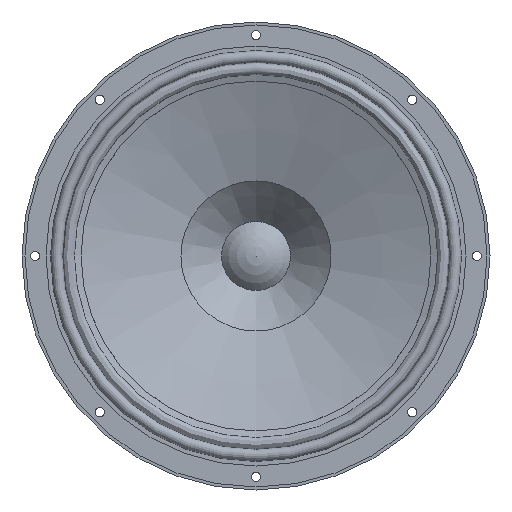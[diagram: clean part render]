
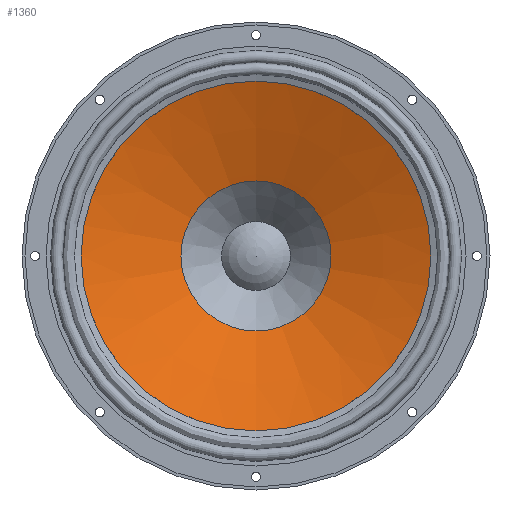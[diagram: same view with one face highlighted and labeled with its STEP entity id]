
A CAD part, front view. The second image highlights one B-rep face of the part: STEP entity #1360.
In plain terms, the highlighted conical face has half-angle 69.127 degrees and reference radius 23.5 mm.
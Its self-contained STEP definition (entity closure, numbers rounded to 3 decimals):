
#1064 = CONICAL_SURFACE('',#1065,116.769,0.364);
#1065 = AXIS2_PLACEMENT_3D('',#1066,#1067,#1068);
#1066 = CARTESIAN_POINT('',(0.,0.674,
    0.));
#1067 = DIRECTION('',(0.,1.,0.));
#1068 = DIRECTION('',(0.,0.,1.));
#1227 = EDGE_CURVE('',#1228,#1228,#1230,.T.);
#1228 = VERTEX_POINT('',#1229);
#1229 = CARTESIAN_POINT('',(0.,0.674,
    116.769));
#1230 = SURFACE_CURVE('',#1231,(#1236,#1243),.PCURVE_S1.);
#1231 = CIRCLE('',#1232,116.769);
#1232 = AXIS2_PLACEMENT_3D('',#1233,#1234,#1235);
#1233 = CARTESIAN_POINT('',(0.,0.674,
    0.));
#1234 = DIRECTION('',(0.,1.,0.));
#1235 = DIRECTION('',(0.,0.,1.));
#1236 = PCURVE('',#1064,#1237);
#1237 = DEFINITIONAL_REPRESENTATION('',(#1238),#1242);
#1238 = LINE('',#1239,#1240);
#1239 = CARTESIAN_POINT('',(0.,0.));
#1240 = VECTOR('',#1241,1.);
#1241 = DIRECTION('',(1.,0.));
#1242 = ( GEOMETRIC_REPRESENTATION_CONTEXT(2) 
PARAMETRIC_REPRESENTATION_CONTEXT() REPRESENTATION_CONTEXT('2D SPACE',''
  ) );
#1243 = PCURVE('',#1244,#1249);
#1244 = CONICAL_SURFACE('',#1245,23.5,1.207);
#1245 = AXIS2_PLACEMENT_3D('',#1246,#1247,#1248);
#1246 = CARTESIAN_POINT('',(0.,36.239,
    0.));
#1247 = DIRECTION('',(0.,-1.,0.));
#1248 = DIRECTION('',(0.,0.,1.));
#1249 = DEFINITIONAL_REPRESENTATION('',(#1250),#1254);
#1250 = LINE('',#1251,#1252);
#1251 = CARTESIAN_POINT('',(0.,35.565));
#1252 = VECTOR('',#1253,1.);
#1253 = DIRECTION('',(-1.,0.));
#1254 = ( GEOMETRIC_REPRESENTATION_CONTEXT(2) 
PARAMETRIC_REPRESENTATION_CONTEXT() REPRESENTATION_CONTEXT('2D SPACE',''
  ) );
#1360 = ADVANCED_FACE('',(#1361),#1244,.F.);
#1361 = FACE_BOUND('',#1362,.T.);
#1362 = EDGE_LOOP('',(#1363,#1392,#1413,#1414));
#1363 = ORIENTED_EDGE('',*,*,#1364,.T.);
#1364 = EDGE_CURVE('',#1365,#1365,#1367,.T.);
#1365 = VERTEX_POINT('',#1366);
#1366 = CARTESIAN_POINT('',(0.,36.239,23.5));
#1367 = SURFACE_CURVE('',#1368,(#1373,#1380),.PCURVE_S1.);
#1368 = CIRCLE('',#1369,23.5);
#1369 = AXIS2_PLACEMENT_3D('',#1370,#1371,#1372);
#1370 = CARTESIAN_POINT('',(0.,36.239,
    0.));
#1371 = DIRECTION('',(0.,1.,0.));
#1372 = DIRECTION('',(0.,0.,1.));
#1373 = PCURVE('',#1244,#1374);
#1374 = DEFINITIONAL_REPRESENTATION('',(#1375),#1379);
#1375 = LINE('',#1376,#1377);
#1376 = CARTESIAN_POINT('',(0.,0.));
#1377 = VECTOR('',#1378,1.);
#1378 = DIRECTION('',(-1.,0.));
#1379 = ( GEOMETRIC_REPRESENTATION_CONTEXT(2) 
PARAMETRIC_REPRESENTATION_CONTEXT() REPRESENTATION_CONTEXT('2D SPACE',''
  ) );
#1380 = PCURVE('',#1381,#1386);
#1381 = CONICAL_SURFACE('',#1382,50.,0.767);
#1382 = AXIS2_PLACEMENT_3D('',#1383,#1384,#1385);
#1383 = CARTESIAN_POINT('',(0.,8.739,
    0.));
#1384 = DIRECTION('',(0.,-1.,0.));
#1385 = DIRECTION('',(0.,0.,1.));
#1386 = DEFINITIONAL_REPRESENTATION('',(#1387),#1391);
#1387 = LINE('',#1388,#1389);
#1388 = CARTESIAN_POINT('',(0.,-27.5));
#1389 = VECTOR('',#1390,1.);
#1390 = DIRECTION('',(-1.,0.));
#1391 = ( GEOMETRIC_REPRESENTATION_CONTEXT(2) 
PARAMETRIC_REPRESENTATION_CONTEXT() REPRESENTATION_CONTEXT('2D SPACE',''
  ) );
#1392 = ORIENTED_EDGE('',*,*,#1393,.T.);
#1393 = EDGE_CURVE('',#1365,#1228,#1394,.T.);
#1394 = SEAM_CURVE('',#1395,(#1399,#1406),.PCURVE_S1.);
#1395 = LINE('',#1396,#1397);
#1396 = CARTESIAN_POINT('',(0.,36.239,23.5));
#1397 = VECTOR('',#1398,1.);
#1398 = DIRECTION('',(0.,-0.356,0.934
    ));
#1399 = PCURVE('',#1244,#1400);
#1400 = DEFINITIONAL_REPRESENTATION('',(#1401),#1405);
#1401 = LINE('',#1402,#1403);
#1402 = CARTESIAN_POINT('',(0.,0.));
#1403 = VECTOR('',#1404,1.);
#1404 = DIRECTION('',(0.,1.));
#1405 = ( GEOMETRIC_REPRESENTATION_CONTEXT(2) 
PARAMETRIC_REPRESENTATION_CONTEXT() REPRESENTATION_CONTEXT('2D SPACE',''
  ) );
#1406 = PCURVE('',#1244,#1407);
#1407 = DEFINITIONAL_REPRESENTATION('',(#1408),#1412);
#1408 = LINE('',#1409,#1410);
#1409 = CARTESIAN_POINT('',(-6.283,0.));
#1410 = VECTOR('',#1411,1.);
#1411 = DIRECTION('',(0.,1.));
#1412 = ( GEOMETRIC_REPRESENTATION_CONTEXT(2) 
PARAMETRIC_REPRESENTATION_CONTEXT() REPRESENTATION_CONTEXT('2D SPACE',''
  ) );
#1413 = ORIENTED_EDGE('',*,*,#1227,.F.);
#1414 = ORIENTED_EDGE('',*,*,#1393,.F.);
